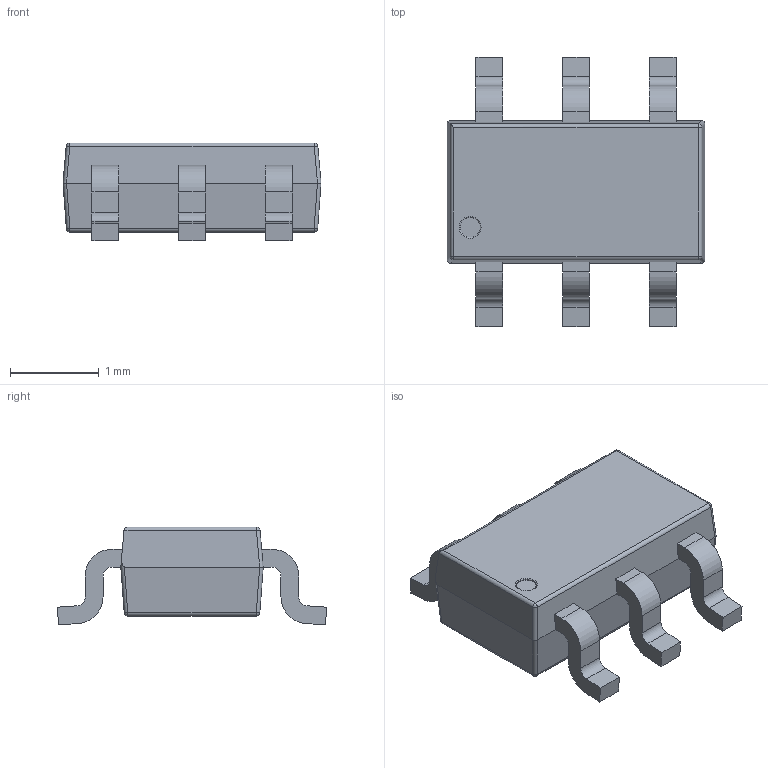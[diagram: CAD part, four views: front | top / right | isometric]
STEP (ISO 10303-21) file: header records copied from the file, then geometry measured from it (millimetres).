
FILE_DESCRIPTION(/* description */ (''),/* implementation_level */ '2;1');
FILE_NAME(/* name */ 'TI - SOT6 - DCCR.step',/* time_stamp */ '2019-12-06T12:52:28+00:00',/* author */ (''),/* organization */ (''),/* preprocessor_version */ 'ST-DEVELOPER v18',/* originating_system */ 'Autodesk Translation Framework v8.12.0.6',/* authorisation */ '');
FILE_SCHEMA (('AUTOMOTIVE_DESIGN { 1 0 10303 214 3 1 1 }'));
Length unit declared in the file: millimetre
Products named in the file (1): TI - SOT6 - DCCR
Bounding box: 2.9 x 3.03 x 1.1 mm (x, y, z)
Volume: 4.9 mm3; surface area: 24.2 mm2
Topology: 1 solids, 1 shells, 113 faces, 295 edges, 185 vertices
Faces by surface type: plane 65, cylinder 40, sphere 7, torus 1
Full cylindrical faces by diameter (mm): 0.224 x1
Entity records: 3516 total; most frequent: DIRECTION 602, CARTESIAN_POINT 594, ORIENTED_EDGE 590, EDGE_CURVE 295, LINE 216, VECTOR 216, AXIS2_PLACEMENT_3D 193, VERTEX_POINT 185
